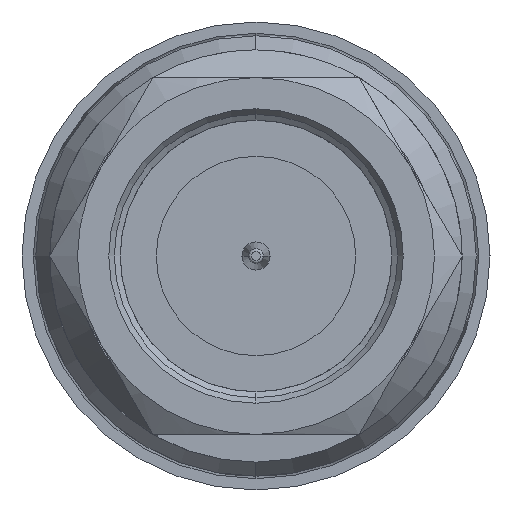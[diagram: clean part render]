
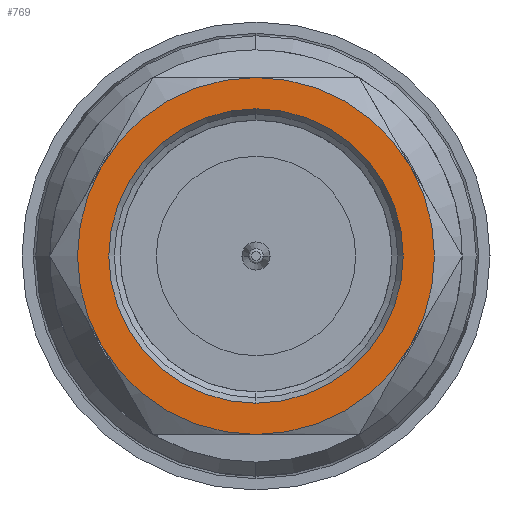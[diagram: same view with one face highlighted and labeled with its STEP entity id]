
A CAD part, left-side view. The second image highlights one B-rep face of the part: STEP entity #769.
In plain terms, the highlighted planar face has unit normal (-1, 0, 0).
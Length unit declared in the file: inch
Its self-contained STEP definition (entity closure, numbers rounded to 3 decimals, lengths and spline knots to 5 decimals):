
#86 = FACE_BOUND ( 'NONE', #3618, .T. ) ;
#113 = CARTESIAN_POINT ( 'NONE',  ( 0.07463, 0.15748, 0. ) ) ;
#122 = EDGE_CURVE ( 'NONE', #1752, #596, #3951, .T. ) ;
#184 = VERTEX_POINT ( 'NONE', #1332 ) ;
#228 = CARTESIAN_POINT ( 'NONE',  ( 0.07463, 0., -0.12989 ) ) ;
#408 = DIRECTION ( 'NONE',  ( 0., 0., -1. ) ) ;
#456 = DIRECTION ( 'NONE',  ( 1., 0., 0. ) ) ;
#596 = VERTEX_POINT ( 'NONE', #3986 ) ;
#769 = ADVANCED_FACE ( 'NONE', ( #86, #1804 ), #3058, .F. ) ;
#911 = AXIS2_PLACEMENT_3D ( 'NONE', #4334, #3679, #2001 ) ;
#995 = CIRCLE ( 'NONE', #1555, 0.15748 ) ;
#1012 = DIRECTION ( 'NONE',  ( 0., 0., 1. ) ) ;
#1122 = CIRCLE ( 'NONE', #911, 0.15748 ) ;
#1244 = EDGE_LOOP ( 'NONE', ( #1302, #1839 ) ) ;
#1302 = ORIENTED_EDGE ( 'NONE', *, *, #3916, .T. ) ;
#1332 = CARTESIAN_POINT ( 'NONE',  ( 0.07463, 0., -0.15748 ) ) ;
#1373 = ORIENTED_EDGE ( 'NONE', *, *, #122, .F. ) ;
#1389 = VERTEX_POINT ( 'NONE', #2076 ) ;
#1555 = AXIS2_PLACEMENT_3D ( 'NONE', #1950, #4029, #1012 ) ;
#1598 = DIRECTION ( 'NONE',  ( -1., 0., 0. ) ) ;
#1752 = VERTEX_POINT ( 'NONE', #228 ) ;
#1764 = AXIS2_PLACEMENT_3D ( 'NONE', #2963, #1598, #3997 ) ;
#1804 = FACE_OUTER_BOUND ( 'NONE', #1244, .T. ) ;
#1839 = ORIENTED_EDGE ( 'NONE', *, *, #3239, .T. ) ;
#1950 = CARTESIAN_POINT ( 'NONE',  ( 0.07463, 0., 0. ) ) ;
#2001 = DIRECTION ( 'NONE',  ( 0., 0., 1. ) ) ;
#2054 = DIRECTION ( 'NONE',  ( -1., 0., 0. ) ) ;
#2076 = CARTESIAN_POINT ( 'NONE',  ( 0.07463, 0., 0.15748 ) ) ;
#2310 = CIRCLE ( 'NONE', #1764, 0.12989 ) ;
#2472 = ORIENTED_EDGE ( 'NONE', *, *, #3127, .F. ) ;
#2658 = DIRECTION ( 'NONE',  ( 0., 0., 1. ) ) ;
#2963 = CARTESIAN_POINT ( 'NONE',  ( 0.07463, 0., 0. ) ) ;
#3058 = PLANE ( 'NONE',  #3730 ) ;
#3127 = EDGE_CURVE ( 'NONE', #596, #1752, #2310, .T. ) ;
#3239 = EDGE_CURVE ( 'NONE', #184, #1389, #995, .T. ) ;
#3315 = AXIS2_PLACEMENT_3D ( 'NONE', #3395, #2054, #2658 ) ;
#3395 = CARTESIAN_POINT ( 'NONE',  ( 0.07463, 0., 0. ) ) ;
#3618 = EDGE_LOOP ( 'NONE', ( #2472, #1373 ) ) ;
#3679 = DIRECTION ( 'NONE',  ( -1., 0., 0. ) ) ;
#3730 = AXIS2_PLACEMENT_3D ( 'NONE', #113, #456, #408 ) ;
#3916 = EDGE_CURVE ( 'NONE', #1389, #184, #1122, .T. ) ;
#3951 = CIRCLE ( 'NONE', #3315, 0.12989 ) ;
#3986 = CARTESIAN_POINT ( 'NONE',  ( 0.07463, 0., 0.12989 ) ) ;
#3997 = DIRECTION ( 'NONE',  ( 0., 0., 1. ) ) ;
#4029 = DIRECTION ( 'NONE',  ( -1., 0., 0. ) ) ;
#4334 = CARTESIAN_POINT ( 'NONE',  ( 0.07463, 0., 0. ) ) ;
